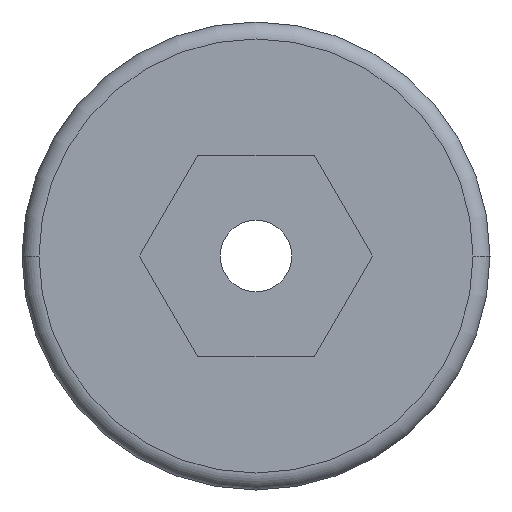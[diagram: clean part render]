
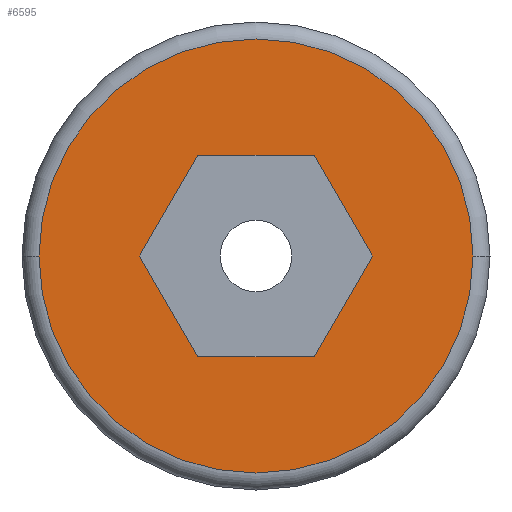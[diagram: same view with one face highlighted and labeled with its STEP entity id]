
A CAD part, left-side view. The second image highlights one B-rep face of the part: STEP entity #6595.
In plain terms, the highlighted planar face has unit normal (-1, 0, 0).
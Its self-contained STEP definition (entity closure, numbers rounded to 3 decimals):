
#3079=DIRECTION('',(0.,-0.5,0.866));
#3080=VECTOR('',#3079,1.744);
#3081=CARTESIAN_POINT('',(-3.91,1.744,0.));
#3082=LINE('',#3081,#3080);
#3083=DIRECTION('',(0.,0.5,0.866));
#3084=VECTOR('',#3083,1.744);
#3085=CARTESIAN_POINT('',(-3.91,0.872,-1.51));
#3086=LINE('',#3085,#3084);
#3087=DIRECTION('',(0.,1.,0.));
#3088=VECTOR('',#3087,1.744);
#3089=CARTESIAN_POINT('',(-3.91,-0.872,-1.51));
#3090=LINE('',#3089,#3088);
#3091=DIRECTION('',(0.,0.5,-0.866));
#3092=VECTOR('',#3091,1.744);
#3093=CARTESIAN_POINT('',(-3.91,-1.744,0.));
#3094=LINE('',#3093,#3092);
#3095=DIRECTION('',(0.,-0.5,-0.866));
#3096=VECTOR('',#3095,1.744);
#3097=CARTESIAN_POINT('',(-3.91,-0.872,1.51));
#3098=LINE('',#3097,#3096);
#3099=DIRECTION('',(0.,-1.,0.));
#3100=VECTOR('',#3099,1.744);
#3101=CARTESIAN_POINT('',(-3.91,0.872,1.51));
#3102=LINE('',#3101,#3100);
#3103=CARTESIAN_POINT('',(-3.91,0.,0.));
#3104=DIRECTION('',(-1.,0.,0.));
#3105=DIRECTION('',(0.,1.,0.));
#3106=AXIS2_PLACEMENT_3D('',#3103,#3104,#3105);
#3108=CARTESIAN_POINT('',(-3.91,0.,0.));
#3109=DIRECTION('',(-1.,0.,0.));
#3110=DIRECTION('',(0.,-1.,0.));
#3111=AXIS2_PLACEMENT_3D('',#3108,#3109,#3110);
#3338=CARTESIAN_POINT('',(-3.91,1.744,0.));
#3339=CARTESIAN_POINT('',(-3.91,0.872,1.51));
#3340=VERTEX_POINT('',#3338);
#3341=VERTEX_POINT('',#3339);
#3342=CARTESIAN_POINT('',(-3.91,-0.872,1.51));
#3343=VERTEX_POINT('',#3342);
#3344=CARTESIAN_POINT('',(-3.91,-1.744,0.));
#3345=VERTEX_POINT('',#3344);
#3346=CARTESIAN_POINT('',(-3.91,-0.872,-1.51));
#3347=VERTEX_POINT('',#3346);
#3348=CARTESIAN_POINT('',(-3.91,0.872,-1.51));
#3349=VERTEX_POINT('',#3348);
#3350=CARTESIAN_POINT('',(-3.91,3.246,0.));
#3351=CARTESIAN_POINT('',(-3.91,-3.246,0.));
#3352=VERTEX_POINT('',#3350);
#3353=VERTEX_POINT('',#3351);
#6571=CARTESIAN_POINT('',(-3.91,0.,0.));
#6572=DIRECTION('',(1.,0.,0.));
#6573=DIRECTION('',(0.,-1.,0.));
#6574=AXIS2_PLACEMENT_3D('',#6571,#6572,#6573);
#6575=PLANE('',#6574);
#6577=ORIENTED_EDGE('',*,*,#6576,.F.);
#6578=ORIENTED_EDGE('',*,*,#6561,.F.);
#6579=EDGE_LOOP('',(#6577,#6578));
#6580=FACE_OUTER_BOUND('',#6579,.F.);
#6582=ORIENTED_EDGE('',*,*,#6581,.F.);
#6584=ORIENTED_EDGE('',*,*,#6583,.F.);
#6586=ORIENTED_EDGE('',*,*,#6585,.F.);
#6588=ORIENTED_EDGE('',*,*,#6587,.F.);
#6590=ORIENTED_EDGE('',*,*,#6589,.F.);
#6592=ORIENTED_EDGE('',*,*,#6591,.F.);
#6593=EDGE_LOOP('',(#6582,#6584,#6586,#6588,#6590,#6592));
#6594=FACE_BOUND('',#6593,.F.);
#3107=CIRCLE('',#3106,3.246);
#3112=CIRCLE('',#3111,3.246);
#6561=EDGE_CURVE('',#3353,#3352,#3112,.T.);
#6576=EDGE_CURVE('',#3352,#3353,#3107,.T.);
#6581=EDGE_CURVE('',#3340,#3341,#3082,.T.);
#6583=EDGE_CURVE('',#3349,#3340,#3086,.T.);
#6585=EDGE_CURVE('',#3347,#3349,#3090,.T.);
#6587=EDGE_CURVE('',#3345,#3347,#3094,.T.);
#6589=EDGE_CURVE('',#3343,#3345,#3098,.T.);
#6591=EDGE_CURVE('',#3341,#3343,#3102,.T.);
#6595=ADVANCED_FACE('',(#6580,#6594),#6575,.F.);
